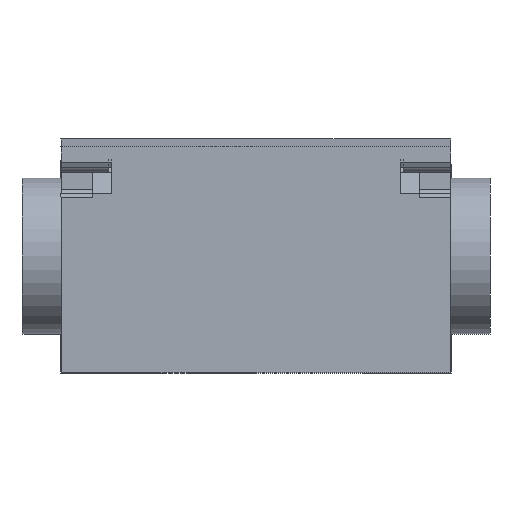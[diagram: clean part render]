
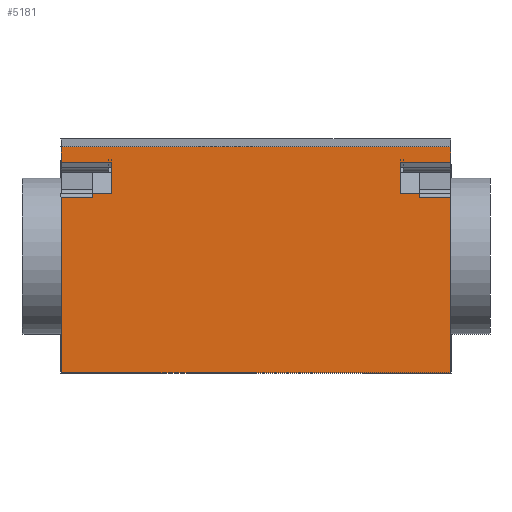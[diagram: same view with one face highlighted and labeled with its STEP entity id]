
A CAD part, front view. The second image highlights one B-rep face of the part: STEP entity #5181.
In plain terms, the highlighted planar face has unit normal (0, -1, 0).
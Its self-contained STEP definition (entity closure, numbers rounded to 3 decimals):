
#4492=CARTESIAN_POINT('',(43.5,0.,22.999));
#4493=VERTEX_POINT('',#4492);
#4527=CARTESIAN_POINT('',(43.5,0.,27.0));
#4528=VERTEX_POINT('',#4527);
#4535=CARTESIAN_POINT('',(43.5,0.,22.999));
#4536=DIRECTION('',(0.0,0.0,1.0));
#4537=VECTOR('',#4536,4.001);
#4538=LINE('',#4535,#4537);
#4539=EDGE_CURVE('',#4493,#4528,#4538,.T.);
#4549=CARTESIAN_POINT('',(6.5,0.,27.0));
#4550=VERTEX_POINT('',#4549);
#4586=CARTESIAN_POINT('',(6.5,0.,22.999));
#4587=VERTEX_POINT('',#4586);
#4594=CARTESIAN_POINT('',(6.5,0.,27.0));
#4595=DIRECTION('',(0.0,0.0,-1.0));
#4596=VECTOR('',#4595,4.001);
#4597=LINE('',#4594,#4596);
#4598=EDGE_CURVE('',#4550,#4587,#4597,.T.);
#4662=CARTESIAN_POINT('',(0.0,0.,27.0));
#4663=VERTEX_POINT('',#4662);
#4670=CARTESIAN_POINT('',(0.0,0.,29.0));
#4671=VERTEX_POINT('',#4670);
#4672=CARTESIAN_POINT('',(0.0,0.,27.0));
#4673=DIRECTION('',(0.0,0.0,1.0));
#4674=VECTOR('',#4673,2.0);
#4675=LINE('',#4672,#4674);
#4676=EDGE_CURVE('',#4663,#4671,#4675,.T.);
#4702=CARTESIAN_POINT('',(0.0,0.0,0.0));
#4703=VERTEX_POINT('',#4702);
#4710=CARTESIAN_POINT('',(0.0,0.,22.5));
#4711=VERTEX_POINT('',#4710);
#4712=CARTESIAN_POINT('',(0.0,0.,0.0));
#4713=DIRECTION('',(0.0,0.0,1.0));
#4714=VECTOR('',#4713,22.5);
#4715=LINE('',#4712,#4714);
#4716=EDGE_CURVE('',#4703,#4711,#4715,.T.);
#4761=CARTESIAN_POINT('',(6.5,0.,27.0));
#4762=DIRECTION('',(-1.0,0.0,0.0));
#4763=VECTOR('',#4762,6.5);
#4764=LINE('',#4761,#4763);
#4765=EDGE_CURVE('',#4550,#4663,#4764,.T.);
#4994=CARTESIAN_POINT('',(4.0,0.,22.5));
#4995=VERTEX_POINT('',#4994);
#5003=CARTESIAN_POINT('',(4.0,0.,22.999));
#5004=VERTEX_POINT('',#5003);
#5005=CARTESIAN_POINT('',(4.0,0.,22.5));
#5006=DIRECTION('',(0.0,0.0,1.0));
#5007=VECTOR('',#5006,0.499);
#5008=LINE('',#5005,#5007);
#5009=EDGE_CURVE('',#4995,#5004,#5008,.T.);
#5037=CARTESIAN_POINT('',(6.5,0.,22.999));
#5038=DIRECTION('',(-1.0,0.0,0.0));
#5039=VECTOR('',#5038,2.5);
#5040=LINE('',#5037,#5039);
#5041=EDGE_CURVE('',#4587,#5004,#5040,.T.);
#5071=CARTESIAN_POINT('',(0.0,0.,22.5));
#5072=DIRECTION('',(1.0,0.0,0.0));
#5073=VECTOR('',#5072,4.0);
#5074=LINE('',#5071,#5073);
#5075=EDGE_CURVE('',#4711,#4995,#5074,.T.);
#5087=CARTESIAN_POINT('',(50.,0.,29.0));
#5088=VERTEX_POINT('',#5087);
#5089=CARTESIAN_POINT('',(0.0,0.,29.));
#5090=DIRECTION('',(1.0,0.0,0.0));
#5091=VECTOR('',#5090,50.);
#5092=LINE('',#5089,#5091);
#5093=EDGE_CURVE('',#4671,#5088,#5092,.T.);
#5113=CARTESIAN_POINT('',(41.1,0.,0.));
#5114=DIRECTION('',(0.0,-1.0,0.0));
#5115=DIRECTION('',(0.0,0.0,1.0));
#5116=AXIS2_PLACEMENT_3D('',#5113,#5114,#5115);
#5117=PLANE('',#5116);
#5118=CARTESIAN_POINT('',(50.,0.0,0.0));
#5119=VERTEX_POINT('',#5118);
#5120=CARTESIAN_POINT('',(0.0,0.,0.));
#5121=DIRECTION('',(1.0,0.0,0.0));
#5122=VECTOR('',#5121,50.);
#5123=LINE('',#5120,#5122);
#5124=EDGE_CURVE('',#4703,#5119,#5123,.T.);
#5125=ORIENTED_EDGE('',*,*,#5124,.T.);
#5126=CARTESIAN_POINT('',(50.,0.,22.5));
#5127=VERTEX_POINT('',#5126);
#5128=CARTESIAN_POINT('',(50.,0.,0.0));
#5129=DIRECTION('',(0.0,0.0,1.0));
#5130=VECTOR('',#5129,22.5);
#5131=LINE('',#5128,#5130);
#5132=EDGE_CURVE('',#5119,#5127,#5131,.T.);
#5133=ORIENTED_EDGE('',*,*,#5132,.T.);
#5134=CARTESIAN_POINT('',(46.,0.,22.5));
#5135=VERTEX_POINT('',#5134);
#5136=CARTESIAN_POINT('',(50.,0.,22.5));
#5137=DIRECTION('',(-1.0,0.0,0.0));
#5138=VECTOR('',#5137,4.0);
#5139=LINE('',#5136,#5138);
#5140=EDGE_CURVE('',#5127,#5135,#5139,.T.);
#5141=ORIENTED_EDGE('',*,*,#5140,.T.);
#5142=CARTESIAN_POINT('',(46.,0.,22.999));
#5143=VERTEX_POINT('',#5142);
#5144=CARTESIAN_POINT('',(46.,0.,22.5));
#5145=DIRECTION('',(0.0,0.0,1.0));
#5146=VECTOR('',#5145,0.499);
#5147=LINE('',#5144,#5146);
#5148=EDGE_CURVE('',#5135,#5143,#5147,.T.);
#5149=ORIENTED_EDGE('',*,*,#5148,.T.);
#5150=CARTESIAN_POINT('',(43.5,0.,22.999));
#5151=DIRECTION('',(1.0,0.0,0.0));
#5152=VECTOR('',#5151,2.5);
#5153=LINE('',#5150,#5152);
#5154=EDGE_CURVE('',#4493,#5143,#5153,.T.);
#5155=ORIENTED_EDGE('',*,*,#5154,.F.);
#5156=ORIENTED_EDGE('',*,*,#4539,.T.);
#5157=CARTESIAN_POINT('',(50.,0.,27.0));
#5158=VERTEX_POINT('',#5157);
#5159=CARTESIAN_POINT('',(43.5,0.,27.0));
#5160=DIRECTION('',(1.0,0.0,0.0));
#5161=VECTOR('',#5160,6.5);
#5162=LINE('',#5159,#5161);
#5163=EDGE_CURVE('',#4528,#5158,#5162,.T.);
#5164=ORIENTED_EDGE('',*,*,#5163,.T.);
#5165=CARTESIAN_POINT('',(50.,0.,27.0));
#5166=DIRECTION('',(0.0,0.0,1.0));
#5167=VECTOR('',#5166,2.0);
#5168=LINE('',#5165,#5167);
#5169=EDGE_CURVE('',#5158,#5088,#5168,.T.);
#5170=ORIENTED_EDGE('',*,*,#5169,.T.);
#5171=ORIENTED_EDGE('',*,*,#5093,.F.);
#5172=ORIENTED_EDGE('',*,*,#4676,.F.);
#5173=ORIENTED_EDGE('',*,*,#4765,.F.);
#5174=ORIENTED_EDGE('',*,*,#4598,.T.);
#5175=ORIENTED_EDGE('',*,*,#5041,.T.);
#5176=ORIENTED_EDGE('',*,*,#5009,.F.);
#5177=ORIENTED_EDGE('',*,*,#5075,.F.);
#5178=ORIENTED_EDGE('',*,*,#4716,.F.);
#5179=EDGE_LOOP('',(#5125,#5133,#5141,#5149,#5155,#5156,#5164,#5170,#5171,#5172,#5173,#5174,#5175,#5176,#5177,#5178));
#5180=FACE_OUTER_BOUND('',#5179,.T.);
#5181=ADVANCED_FACE('',(#5180),#5117,.T.);
